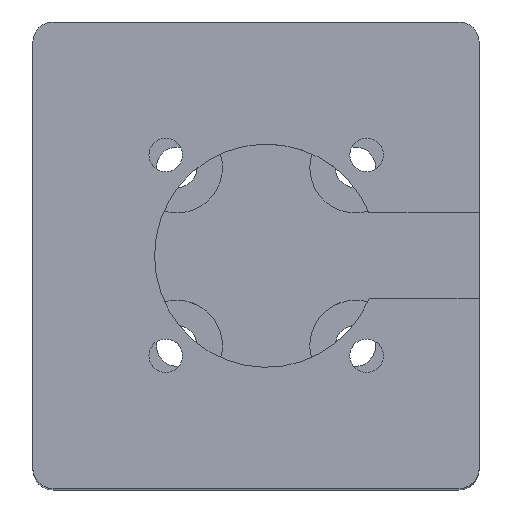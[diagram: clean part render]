
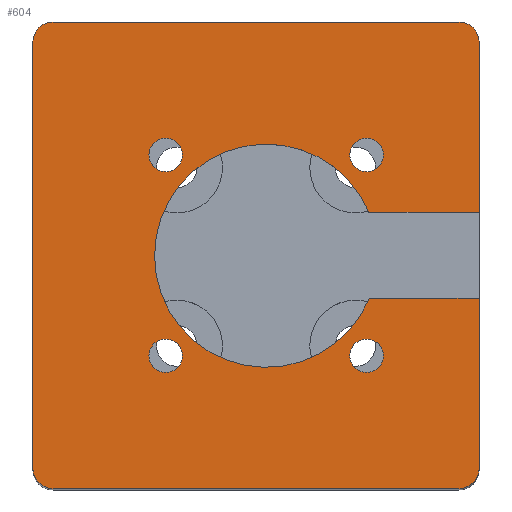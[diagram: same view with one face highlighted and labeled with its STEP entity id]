
A CAD part, top view. The second image highlights one B-rep face of the part: STEP entity #604.
In plain terms, the highlighted planar face has unit normal (0, 0, 1).
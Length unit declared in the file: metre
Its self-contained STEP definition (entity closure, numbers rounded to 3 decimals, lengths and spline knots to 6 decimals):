
#20=CIRCLE('',#664,0.00165);
#21=CIRCLE('',#665,0.00165);
#22=CIRCLE('',#666,0.00165);
#23=CIRCLE('',#667,0.00165);
#24=CIRCLE('',#668,0.002);
#25=CIRCLE('',#669,0.002);
#26=CIRCLE('',#670,0.002);
#27=CIRCLE('',#671,0.011);
#28=CIRCLE('',#672,0.002);
#90=ORIENTED_EDGE('',*,*,#242,.F.);
#91=ORIENTED_EDGE('',*,*,#243,.F.);
#92=ORIENTED_EDGE('',*,*,#244,.F.);
#93=ORIENTED_EDGE('',*,*,#245,.F.);
#94=ORIENTED_EDGE('',*,*,#240,.F.);
#95=ORIENTED_EDGE('',*,*,#246,.T.);
#96=ORIENTED_EDGE('',*,*,#247,.F.);
#97=ORIENTED_EDGE('',*,*,#248,.T.);
#98=ORIENTED_EDGE('',*,*,#234,.T.);
#99=ORIENTED_EDGE('',*,*,#249,.T.);
#100=ORIENTED_EDGE('',*,*,#222,.T.);
#101=ORIENTED_EDGE('',*,*,#250,.T.);
#102=ORIENTED_EDGE('',*,*,#251,.F.);
#103=ORIENTED_EDGE('',*,*,#252,.F.);
#104=ORIENTED_EDGE('',*,*,#253,.T.);
#105=ORIENTED_EDGE('',*,*,#254,.T.);
#222=EDGE_CURVE('',#298,#299,#356,.T.);
#234=EDGE_CURVE('',#310,#311,#360,.T.);
#240=EDGE_CURVE('',#316,#317,#366,.T.);
#242=EDGE_CURVE('',#318,#318,#20,.T.);
#243=EDGE_CURVE('',#319,#319,#21,.T.);
#244=EDGE_CURVE('',#320,#320,#22,.T.);
#245=EDGE_CURVE('',#321,#321,#23,.T.);
#246=EDGE_CURVE('',#316,#322,#24,.T.);
#247=EDGE_CURVE('',#323,#322,#368,.T.);
#248=EDGE_CURVE('',#323,#310,#25,.T.);
#249=EDGE_CURVE('',#311,#298,#26,.T.);
#250=EDGE_CURVE('',#299,#324,#369,.T.);
#251=EDGE_CURVE('',#325,#324,#27,.T.);
#252=EDGE_CURVE('',#326,#325,#370,.T.);
#253=EDGE_CURVE('',#326,#327,#371,.T.);
#254=EDGE_CURVE('',#327,#317,#28,.T.);
#298=VERTEX_POINT('',#923);
#299=VERTEX_POINT('',#924);
#310=VERTEX_POINT('',#952);
#311=VERTEX_POINT('',#953);
#316=VERTEX_POINT('',#964);
#317=VERTEX_POINT('',#966);
#318=VERTEX_POINT('',#970);
#319=VERTEX_POINT('',#972);
#320=VERTEX_POINT('',#974);
#321=VERTEX_POINT('',#976);
#322=VERTEX_POINT('',#978);
#323=VERTEX_POINT('',#980);
#324=VERTEX_POINT('',#984);
#325=VERTEX_POINT('',#986);
#326=VERTEX_POINT('',#988);
#327=VERTEX_POINT('',#990);
#356=LINE('',#922,#396);
#360=LINE('',#951,#400);
#366=LINE('',#965,#406);
#368=LINE('',#979,#408);
#369=LINE('',#983,#409);
#370=LINE('',#987,#410);
#371=LINE('',#989,#411);
#396=VECTOR('',#731,1.);
#400=VECTOR('',#761,1.);
#406=VECTOR('',#769,1.);
#408=VECTOR('',#783,1.);
#409=VECTOR('',#788,1.);
#410=VECTOR('',#791,1.);
#411=VECTOR('',#792,1.);
#444=EDGE_LOOP('',(#90));
#445=EDGE_LOOP('',(#91));
#446=EDGE_LOOP('',(#92));
#447=EDGE_LOOP('',(#93));
#448=EDGE_LOOP('',(#94,#95,#96,#97,#98,#99,#100,#101,#102,#103,#104,#105));
#516=FACE_BOUND('',#444,.T.);
#517=FACE_BOUND('',#445,.T.);
#518=FACE_BOUND('',#446,.T.);
#519=FACE_BOUND('',#447,.T.);
#520=FACE_BOUND('',#448,.T.);
#580=PLANE('',#663);
#604=ADVANCED_FACE('',(#516,#517,#518,#519,#520),#580,.T.);
#663=AXIS2_PLACEMENT_3D('',#968,#771,#772);
#664=AXIS2_PLACEMENT_3D('',#969,#773,#774);
#665=AXIS2_PLACEMENT_3D('',#971,#775,#776);
#666=AXIS2_PLACEMENT_3D('',#973,#777,#778);
#667=AXIS2_PLACEMENT_3D('',#975,#779,#780);
#668=AXIS2_PLACEMENT_3D('',#977,#781,#782);
#669=AXIS2_PLACEMENT_3D('',#981,#784,#785);
#670=AXIS2_PLACEMENT_3D('',#982,#786,#787);
#671=AXIS2_PLACEMENT_3D('',#985,#789,#790);
#672=AXIS2_PLACEMENT_3D('',#991,#793,#794);
#731=DIRECTION('',(0.,1.,0.));
#761=DIRECTION('',(1.,0.,0.));
#769=DIRECTION('',(1.,0.,0.));
#771=DIRECTION('',(0.,0.,1.));
#772=DIRECTION('',(1.,0.,0.));
#773=DIRECTION('',(0.,0.,1.));
#774=DIRECTION('',(1.,0.,0.));
#775=DIRECTION('',(0.,0.,1.));
#776=DIRECTION('',(1.,0.,0.));
#777=DIRECTION('',(0.,0.,1.));
#778=DIRECTION('',(1.,0.,0.));
#779=DIRECTION('',(0.,0.,1.));
#780=DIRECTION('',(1.,0.,0.));
#781=DIRECTION('',(0.,0.,1.));
#782=DIRECTION('',(1.,0.,0.));
#783=DIRECTION('',(0.,1.,0.));
#784=DIRECTION('',(0.,0.,1.));
#785=DIRECTION('',(1.,0.,0.));
#786=DIRECTION('',(0.,0.,1.));
#787=DIRECTION('',(1.,0.,0.));
#788=DIRECTION('',(-1.,0.,0.));
#789=DIRECTION('',(0.,0.,1.));
#790=DIRECTION('',(1.,0.,0.));
#791=DIRECTION('',(-1.,0.,0.));
#792=DIRECTION('',(0.,1.,0.));
#793=DIRECTION('',(0.,0.,1.));
#794=DIRECTION('',(1.,0.,0.));
#922=CARTESIAN_POINT('',(0.044,0.023,0.072));
#923=CARTESIAN_POINT('',(0.044,0.002,0.072));
#924=CARTESIAN_POINT('',(0.044,0.01875,0.072));
#951=CARTESIAN_POINT('',(0.023,0.,0.072));
#952=CARTESIAN_POINT('',(0.002,0.,0.072));
#953=CARTESIAN_POINT('',(0.042,0.,0.072));
#964=CARTESIAN_POINT('',(0.002,0.046,0.072));
#965=CARTESIAN_POINT('',(0.023,0.046,0.072));
#966=CARTESIAN_POINT('',(0.042,0.046,0.072));
#968=CARTESIAN_POINT('',(0.023,0.023,0.072));
#969=CARTESIAN_POINT('',(0.032899,0.032899,0.072));
#970=CARTESIAN_POINT('',(0.034549,0.032899,0.072));
#971=CARTESIAN_POINT('',(0.032899,0.013101,0.072));
#972=CARTESIAN_POINT('',(0.034549,0.013101,0.072));
#973=CARTESIAN_POINT('',(0.013101,0.013101,0.072));
#974=CARTESIAN_POINT('',(0.014751,0.013101,0.072));
#975=CARTESIAN_POINT('',(0.013101,0.032899,0.072));
#976=CARTESIAN_POINT('',(0.014751,0.032899,0.072));
#977=CARTESIAN_POINT('',(0.002,0.044,0.072));
#978=CARTESIAN_POINT('',(0.,0.044,0.072));
#979=CARTESIAN_POINT('',(0.,0.023,0.072));
#980=CARTESIAN_POINT('',(0.,0.002,0.072));
#981=CARTESIAN_POINT('',(0.002,0.002,0.072));
#982=CARTESIAN_POINT('',(0.042,0.002,0.072));
#983=CARTESIAN_POINT('',(0.038581,0.01875,0.072));
#984=CARTESIAN_POINT('',(0.033162,0.01875,0.072));
#985=CARTESIAN_POINT('',(0.023,0.02296,0.072));
#986=CARTESIAN_POINT('',(0.033129,0.02725,0.072));
#987=CARTESIAN_POINT('',(0.038565,0.02725,0.072));
#988=CARTESIAN_POINT('',(0.044,0.02725,0.072));
#989=CARTESIAN_POINT('',(0.044,0.023,0.072));
#990=CARTESIAN_POINT('',(0.044,0.044,0.072));
#991=CARTESIAN_POINT('',(0.042,0.044,0.072));
